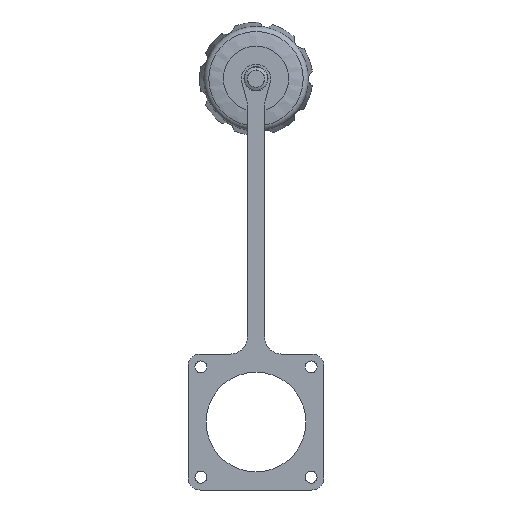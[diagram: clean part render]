
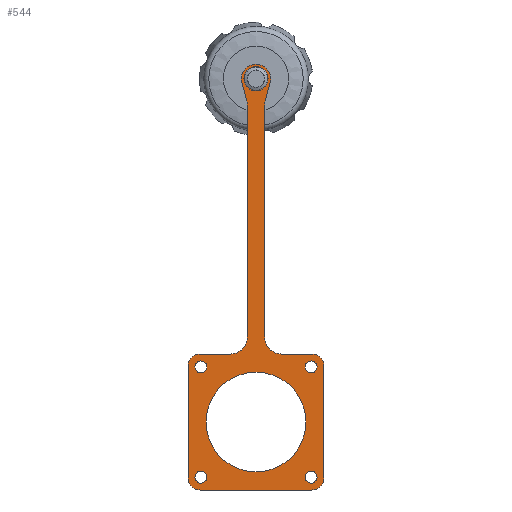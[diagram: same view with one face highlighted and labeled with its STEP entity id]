
A CAD part, left-side view. The second image highlights one B-rep face of the part: STEP entity #544.
In plain terms, the highlighted planar face has unit normal (-1, 0, 0).
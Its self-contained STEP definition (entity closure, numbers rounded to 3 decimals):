
#193=PLANE('',#2367);
#351=LINE('',#3291,#447);
#353=LINE('',#3295,#449);
#357=LINE('',#3314,#453);
#358=LINE('',#3319,#454);
#359=LINE('',#3324,#455);
#360=LINE('',#3328,#456);
#361=LINE('',#3332,#457);
#362=LINE('',#3336,#458);
#363=LINE('',#3341,#459);
#447=VECTOR('',#2636,1.);
#449=VECTOR('',#2640,1.);
#453=VECTOR('',#2656,1.);
#454=VECTOR('',#2659,1.);
#455=VECTOR('',#2664,1.);
#456=VECTOR('',#2667,1.);
#457=VECTOR('',#2670,1.);
#458=VECTOR('',#2673,1.);
#459=VECTOR('',#2678,1.);
#544=ADVANCED_FACE('',(#758,#759,#760,#761,#762,#763,#764),#193,.T.);
#758=FACE_BOUND('',#837,.T.);
#759=FACE_BOUND('',#838,.T.);
#760=FACE_BOUND('',#839,.T.);
#761=FACE_BOUND('',#840,.T.);
#762=FACE_BOUND('',#841,.T.);
#763=FACE_BOUND('',#842,.T.);
#764=FACE_BOUND('',#843,.T.);
#837=EDGE_LOOP('',(#1044));
#838=EDGE_LOOP('',(#1045));
#839=EDGE_LOOP('',(#1046));
#840=EDGE_LOOP('',(#1047));
#841=EDGE_LOOP('',(#1048));
#842=EDGE_LOOP('',(#1049,#1050,#1051,#1052,#1053,#1054,#1055,#1056,#1057,
#1058,#1059,#1060,#1061,#1062,#1063,#1064,#1065,#1066));
#843=EDGE_LOOP('',(#1067));
#1044=ORIENTED_EDGE('',*,*,#1893,.T.);
#1045=ORIENTED_EDGE('',*,*,#1894,.T.);
#1046=ORIENTED_EDGE('',*,*,#1895,.T.);
#1047=ORIENTED_EDGE('',*,*,#1896,.T.);
#1048=ORIENTED_EDGE('',*,*,#1897,.T.);
#1049=ORIENTED_EDGE('',*,*,#1898,.F.);
#1050=ORIENTED_EDGE('',*,*,#1899,.T.);
#1051=ORIENTED_EDGE('',*,*,#1900,.F.);
#1052=ORIENTED_EDGE('',*,*,#1901,.T.);
#1053=ORIENTED_EDGE('',*,*,#1887,.F.);
#1054=ORIENTED_EDGE('',*,*,#1902,.T.);
#1055=ORIENTED_EDGE('',*,*,#1903,.F.);
#1056=ORIENTED_EDGE('',*,*,#1904,.T.);
#1057=ORIENTED_EDGE('',*,*,#1905,.F.);
#1058=ORIENTED_EDGE('',*,*,#1906,.F.);
#1059=ORIENTED_EDGE('',*,*,#1907,.F.);
#1060=ORIENTED_EDGE('',*,*,#1908,.T.);
#1061=ORIENTED_EDGE('',*,*,#1909,.F.);
#1062=ORIENTED_EDGE('',*,*,#1910,.T.);
#1063=ORIENTED_EDGE('',*,*,#1889,.F.);
#1064=ORIENTED_EDGE('',*,*,#1911,.T.);
#1065=ORIENTED_EDGE('',*,*,#1912,.F.);
#1066=ORIENTED_EDGE('',*,*,#1913,.T.);
#1067=ORIENTED_EDGE('',*,*,#1883,.F.);
#1678=VERTEX_POINT('',#3282);
#1682=VERTEX_POINT('',#3290);
#1683=VERTEX_POINT('',#3292);
#1684=VERTEX_POINT('',#3296);
#1685=VERTEX_POINT('',#3297);
#1688=VERTEX_POINT('',#3305);
#1689=VERTEX_POINT('',#3307);
#1690=VERTEX_POINT('',#3309);
#1691=VERTEX_POINT('',#3311);
#1692=VERTEX_POINT('',#3313);
#1693=VERTEX_POINT('',#3315);
#1694=VERTEX_POINT('',#3316);
#1695=VERTEX_POINT('',#3318);
#1696=VERTEX_POINT('',#3320);
#1697=VERTEX_POINT('',#3323);
#1698=VERTEX_POINT('',#3325);
#1699=VERTEX_POINT('',#3327);
#1700=VERTEX_POINT('',#3329);
#1701=VERTEX_POINT('',#3331);
#1702=VERTEX_POINT('',#3333);
#1703=VERTEX_POINT('',#3335);
#1704=VERTEX_POINT('',#3337);
#1705=VERTEX_POINT('',#3340);
#1706=VERTEX_POINT('',#3342);
#1883=EDGE_CURVE('',#1678,#1678,#2205,.T.);
#1887=EDGE_CURVE('',#1682,#1683,#351,.T.);
#1889=EDGE_CURVE('',#1684,#1685,#353,.T.);
#1893=EDGE_CURVE('',#1688,#1688,#2207,.T.);
#1894=EDGE_CURVE('',#1689,#1689,#2208,.T.);
#1895=EDGE_CURVE('',#1690,#1690,#2209,.T.);
#1896=EDGE_CURVE('',#1691,#1691,#2210,.T.);
#1897=EDGE_CURVE('',#1692,#1692,#2211,.T.);
#1898=EDGE_CURVE('',#1693,#1694,#357,.T.);
#1899=EDGE_CURVE('',#1693,#1695,#2212,.T.);
#1900=EDGE_CURVE('',#1696,#1695,#358,.T.);
#1901=EDGE_CURVE('',#1696,#1683,#2213,.T.);
#1902=EDGE_CURVE('',#1682,#1697,#2214,.T.);
#1903=EDGE_CURVE('',#1698,#1697,#359,.T.);
#1904=EDGE_CURVE('',#1698,#1699,#2215,.T.);
#1905=EDGE_CURVE('',#1700,#1699,#360,.T.);
#1906=EDGE_CURVE('',#1701,#1700,#2216,.T.);
#1907=EDGE_CURVE('',#1702,#1701,#361,.T.);
#1908=EDGE_CURVE('',#1702,#1703,#2217,.T.);
#1909=EDGE_CURVE('',#1704,#1703,#362,.T.);
#1910=EDGE_CURVE('',#1704,#1685,#2218,.T.);
#1911=EDGE_CURVE('',#1684,#1705,#2219,.T.);
#1912=EDGE_CURVE('',#1706,#1705,#363,.T.);
#1913=EDGE_CURVE('',#1706,#1694,#2220,.T.);
#2205=CIRCLE('',#2348,2.5);
#2207=CIRCLE('',#2353,1.75);
#2208=CIRCLE('',#2354,1.75);
#2209=CIRCLE('',#2355,1.75);
#2210=CIRCLE('',#2356,1.75);
#2211=CIRCLE('',#2357,14.5);
#2212=CIRCLE('',#2358,3.5);
#2213=CIRCLE('',#2359,3.5);
#2214=CIRCLE('',#2360,5.);
#2215=CIRCLE('',#2361,5.);
#2216=CIRCLE('',#2362,4.25);
#2217=CIRCLE('',#2363,5.);
#2218=CIRCLE('',#2364,5.);
#2219=CIRCLE('',#2365,3.5);
#2220=CIRCLE('',#2366,3.5);
#2348=AXIS2_PLACEMENT_3D('',#3281,#2628,#2629);
#2353=AXIS2_PLACEMENT_3D('',#3304,#2646,#2647);
#2354=AXIS2_PLACEMENT_3D('',#3306,#2648,#2649);
#2355=AXIS2_PLACEMENT_3D('',#3308,#2650,#2651);
#2356=AXIS2_PLACEMENT_3D('',#3310,#2652,#2653);
#2357=AXIS2_PLACEMENT_3D('',#3312,#2654,#2655);
#2358=AXIS2_PLACEMENT_3D('',#3317,#2657,#2658);
#2359=AXIS2_PLACEMENT_3D('',#3321,#2660,#2661);
#2360=AXIS2_PLACEMENT_3D('',#3322,#2662,#2663);
#2361=AXIS2_PLACEMENT_3D('',#3326,#2665,#2666);
#2362=AXIS2_PLACEMENT_3D('',#3330,#2668,#2669);
#2363=AXIS2_PLACEMENT_3D('',#3334,#2671,#2672);
#2364=AXIS2_PLACEMENT_3D('',#3338,#2674,#2675);
#2365=AXIS2_PLACEMENT_3D('',#3339,#2676,#2677);
#2366=AXIS2_PLACEMENT_3D('',#3343,#2679,#2680);
#2367=AXIS2_PLACEMENT_3D('',#3344,#2681,#2682);
#2628=DIRECTION('',(-1.,0.,0.));
#2629=DIRECTION('',(0.,0.707,0.707));
#2636=DIRECTION('',(0.,-1.,0.));
#2640=DIRECTION('',(0.,-1.,0.));
#2646=DIRECTION('',(1.,0.,0.));
#2647=DIRECTION('',(0.,-1.,0.));
#2648=DIRECTION('',(1.,0.,0.));
#2649=DIRECTION('',(0.,-1.,0.));
#2650=DIRECTION('',(1.,0.,0.));
#2651=DIRECTION('',(0.,-1.,0.));
#2652=DIRECTION('',(1.,0.,0.));
#2653=DIRECTION('',(0.,-1.,0.));
#2654=DIRECTION('',(1.,0.,0.));
#2655=DIRECTION('',(0.,-1.,0.));
#2656=DIRECTION('',(0.,1.,0.));
#2657=DIRECTION('',(-1.,0.,0.));
#2658=DIRECTION('',(0.,1.,0.));
#2659=DIRECTION('',(0.,0.,-1.));
#2660=DIRECTION('',(-1.,0.,0.));
#2661=DIRECTION('',(0.,1.,0.));
#2662=DIRECTION('',(1.,0.,0.));
#2663=DIRECTION('',(0.,1.,0.));
#2664=DIRECTION('',(0.,0.,-1.));
#2665=DIRECTION('',(1.,0.,0.));
#2666=DIRECTION('',(0.,1.,0.));
#2667=DIRECTION('',(0.,0.259,-0.966));
#2668=DIRECTION('',(1.,0.,0.));
#2669=DIRECTION('',(0.,0.707,0.707));
#2670=DIRECTION('',(0.,0.259,0.966));
#2671=DIRECTION('',(1.,0.,0.));
#2672=DIRECTION('',(0.,1.,0.));
#2673=DIRECTION('',(0.,0.,1.));
#2674=DIRECTION('',(1.,0.,0.));
#2675=DIRECTION('',(0.,1.,0.));
#2676=DIRECTION('',(-1.,0.,0.));
#2677=DIRECTION('',(0.,1.,0.));
#2678=DIRECTION('',(0.,0.,1.));
#2679=DIRECTION('',(-1.,0.,0.));
#2680=DIRECTION('',(0.,1.,0.));
#2681=DIRECTION('',(-1.,0.,0.));
#2682=DIRECTION('',(0.,1.,0.));
#3281=CARTESIAN_POINT('',(-23.8,0.,0.));
#3282=CARTESIAN_POINT('',(-23.8,1.768,1.768));
#3290=CARTESIAN_POINT('',(-23.8,-7.5,-80.));
#3291=CARTESIAN_POINT('',(-23.8,0.,-80.));
#3292=CARTESIAN_POINT('',(-23.8,-16.25,-80.));
#3295=CARTESIAN_POINT('',(-23.8,0.,-80.));
#3296=CARTESIAN_POINT('',(-23.8,16.25,-80.));
#3297=CARTESIAN_POINT('',(-23.8,7.5,-80.));
#3304=CARTESIAN_POINT('',(-23.8,-16.,-83.75));
#3305=CARTESIAN_POINT('',(-23.8,-17.75,-83.75));
#3306=CARTESIAN_POINT('',(-23.8,-16.,-115.75));
#3307=CARTESIAN_POINT('',(-23.8,-17.75,-115.75));
#3308=CARTESIAN_POINT('',(-23.8,16.,-83.75));
#3309=CARTESIAN_POINT('',(-23.8,14.25,-83.75));
#3310=CARTESIAN_POINT('',(-23.8,16.,-115.75));
#3311=CARTESIAN_POINT('',(-23.8,14.25,-115.75));
#3312=CARTESIAN_POINT('',(-23.8,0.,-99.75));
#3313=CARTESIAN_POINT('',(-23.8,-14.5,-99.75));
#3314=CARTESIAN_POINT('',(-23.8,0.,-119.5));
#3315=CARTESIAN_POINT('',(-23.8,-16.25,-119.5));
#3316=CARTESIAN_POINT('',(-23.8,16.25,-119.5));
#3317=CARTESIAN_POINT('',(-23.8,-16.25,-116.));
#3318=CARTESIAN_POINT('',(-23.8,-19.75,-116.));
#3319=CARTESIAN_POINT('',(-23.8,-19.75,-99.75));
#3320=CARTESIAN_POINT('',(-23.8,-19.75,-83.5));
#3321=CARTESIAN_POINT('',(-23.8,-16.25,-83.5));
#3322=CARTESIAN_POINT('',(-23.8,-7.5,-75.));
#3323=CARTESIAN_POINT('',(-23.8,-2.5,-75.));
#3324=CARTESIAN_POINT('',(-23.8,-2.5,-7.091));
#3325=CARTESIAN_POINT('',(-23.8,-2.5,-7.749));
#3326=CARTESIAN_POINT('',(-23.8,-7.5,-7.749));
#3327=CARTESIAN_POINT('',(-23.8,-2.67,-6.455));
#3328=CARTESIAN_POINT('',(-23.8,-4.105,-1.1));
#3329=CARTESIAN_POINT('',(-23.8,-4.105,-1.1));
#3330=CARTESIAN_POINT('',(-23.8,0.,0.));
#3331=CARTESIAN_POINT('',(-23.8,4.105,-1.1));
#3332=CARTESIAN_POINT('',(-23.8,2.5,-7.091));
#3333=CARTESIAN_POINT('',(-23.8,2.67,-6.455));
#3334=CARTESIAN_POINT('',(-23.8,7.5,-7.749));
#3335=CARTESIAN_POINT('',(-23.8,2.5,-7.749));
#3336=CARTESIAN_POINT('',(-23.8,2.5,-80.));
#3337=CARTESIAN_POINT('',(-23.8,2.5,-75.));
#3338=CARTESIAN_POINT('',(-23.8,7.5,-75.));
#3339=CARTESIAN_POINT('',(-23.8,16.25,-83.5));
#3340=CARTESIAN_POINT('',(-23.8,19.75,-83.5));
#3341=CARTESIAN_POINT('',(-23.8,19.75,-99.75));
#3342=CARTESIAN_POINT('',(-23.8,19.75,-116.));
#3343=CARTESIAN_POINT('',(-23.8,16.25,-116.));
#3344=CARTESIAN_POINT('',(-23.8,0.,-99.75));
